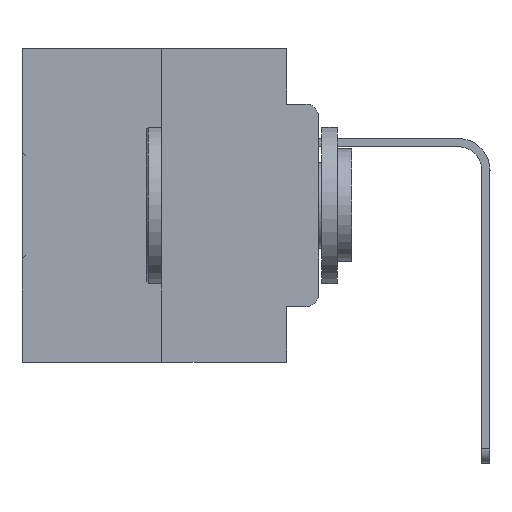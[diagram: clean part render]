
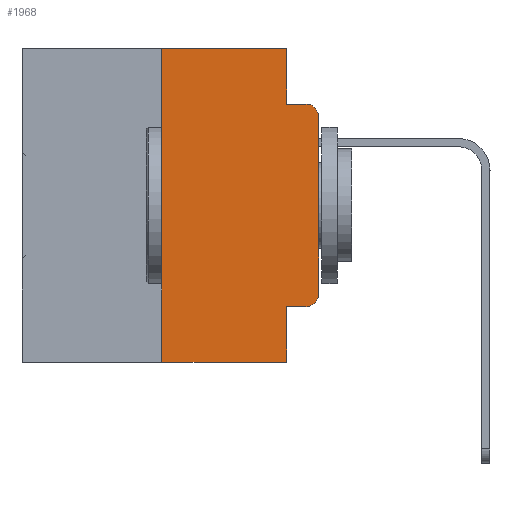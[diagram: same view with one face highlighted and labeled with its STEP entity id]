
A CAD part, left-side view. The second image highlights one B-rep face of the part: STEP entity #1968.
In plain terms, the highlighted planar face has unit normal (-1, 0, 0).
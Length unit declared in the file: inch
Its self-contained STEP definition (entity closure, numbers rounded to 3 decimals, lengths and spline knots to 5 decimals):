
#1281 = VERTEX_POINT ( 'NONE', #18045 ) ;
#1513 = VECTOR ( 'NONE', #14968, 39.37008 ) ;
#1615 = DIRECTION ( 'NONE',  ( 0., 0., -1. ) ) ;
#1824 = VERTEX_POINT ( 'NONE', #8048 ) ;
#1968 = ADVANCED_FACE ( 'NONE', ( #16394 ), #31371, .F. ) ;
#2360 = DIRECTION ( 'NONE',  ( 0., 0., 1. ) ) ;
#2429 = EDGE_CURVE ( 'NONE', #15831, #3739, #21527, .T. ) ;
#2457 = VECTOR ( 'NONE', #2360, 39.37008 ) ;
#2584 = EDGE_CURVE ( 'NONE', #2783, #3739, #32201, .T. ) ;
#2783 = VERTEX_POINT ( 'NONE', #22008 ) ;
#3739 = VERTEX_POINT ( 'NONE', #9592 ) ;
#3849 = EDGE_CURVE ( 'NONE', #23523, #9114, #18396, .T. ) ;
#4124 = CARTESIAN_POINT ( 'NONE',  ( 0., 0.051, 0. ) ) ;
#5384 = VECTOR ( 'NONE', #1615, 39.37008 ) ;
#5871 = DIRECTION ( 'NONE',  ( 0., 0., -1. ) ) ;
#7849 = EDGE_CURVE ( 'NONE', #1824, #16391, #13454, .T. ) ;
#8048 = CARTESIAN_POINT ( 'NONE',  ( 0., 0.25, -0.5 ) ) ;
#8057 = VECTOR ( 'NONE', #23093, 39.37008 ) ;
#8193 = EDGE_CURVE ( 'NONE', #22487, #1281, #18193, .T. ) ;
#8426 = ORIENTED_EDGE ( 'NONE', *, *, #8813, .F. ) ;
#8498 = ORIENTED_EDGE ( 'NONE', *, *, #28651, .T. ) ;
#8581 = ORIENTED_EDGE ( 'NONE', *, *, #7849, .F. ) ;
#8670 = LINE ( 'NONE', #25892, #31227 ) ;
#8813 = EDGE_CURVE ( 'NONE', #16391, #26722, #25269, .T. ) ;
#9114 = VERTEX_POINT ( 'NONE', #31119 ) ;
#9236 = LINE ( 'NONE', #30171, #2457 ) ;
#9332 = DIRECTION ( 'NONE',  ( 0., 0., -1. ) ) ;
#9339 = CARTESIAN_POINT ( 'NONE',  ( 0., 0.25, 0. ) ) ;
#9533 = CARTESIAN_POINT ( 'NONE',  ( 0., 0.02, -0.1085 ) ) ;
#9592 = CARTESIAN_POINT ( 'NONE',  ( 0., 0.02, -0.0885 ) ) ;
#10121 = CARTESIAN_POINT ( 'NONE',  ( 0., 0.473, 0. ) ) ;
#10516 = AXIS2_PLACEMENT_3D ( 'NONE', #9533, #29454, #9332 ) ;
#11065 = DIRECTION ( 'NONE',  ( -1., 0., 0. ) ) ;
#11195 = EDGE_CURVE ( 'NONE', #1824, #9114, #8670, .T. ) ;
#11659 = DIRECTION ( 'NONE',  ( 0., 0., 1. ) ) ;
#11982 = EDGE_LOOP ( 'NONE', ( #8498, #28707, #17164, #32335, #8426, #8581, #12393, #21023, #29740, #31317 ) ) ;
#12129 = CARTESIAN_POINT ( 'NONE',  ( 0., 0.051, 0. ) ) ;
#12393 = ORIENTED_EDGE ( 'NONE', *, *, #11195, .T. ) ;
#12971 = AXIS2_PLACEMENT_3D ( 'NONE', #21038, #11065, #5871 ) ;
#13454 = LINE ( 'NONE', #9339, #13865 ) ;
#13688 = LINE ( 'NONE', #12129, #5384 ) ;
#13796 = EDGE_CURVE ( 'NONE', #23523, #22487, #23115, .T. ) ;
#13861 = CARTESIAN_POINT ( 'NONE',  ( 0., 0.25, 0. ) ) ;
#13865 = VECTOR ( 'NONE', #11659, 39.37008 ) ;
#14518 = DIRECTION ( 'NONE',  ( 0., 0., -1. ) ) ;
#14968 = DIRECTION ( 'NONE',  ( 0., -1., 0. ) ) ;
#15438 = CARTESIAN_POINT ( 'NONE',  ( 0., 0.051, -0.0885 ) ) ;
#15831 = VERTEX_POINT ( 'NONE', #31944 ) ;
#16391 = VERTEX_POINT ( 'NONE', #13861 ) ;
#16394 = FACE_OUTER_BOUND ( 'NONE', #11982, .T. ) ;
#17144 = DIRECTION ( 'NONE',  ( 0., -1., 0. ) ) ;
#17164 = ORIENTED_EDGE ( 'NONE', *, *, #2429, .F. ) ;
#18045 = CARTESIAN_POINT ( 'NONE',  ( 0., 0., -0.3915 ) ) ;
#18193 = CIRCLE ( 'NONE', #12971, 0.02 ) ;
#18396 = LINE ( 'NONE', #4124, #23513 ) ;
#21023 = ORIENTED_EDGE ( 'NONE', *, *, #3849, .F. ) ;
#21038 = CARTESIAN_POINT ( 'NONE',  ( 0., 0.02, -0.3915 ) ) ;
#21527 = LINE ( 'NONE', #15438, #8057 ) ;
#22008 = CARTESIAN_POINT ( 'NONE',  ( 0., 0., -0.1085 ) ) ;
#22487 = VERTEX_POINT ( 'NONE', #32069 ) ;
#23093 = DIRECTION ( 'NONE',  ( 0., -1., 0. ) ) ;
#23115 = LINE ( 'NONE', #30364, #29467 ) ;
#23513 = VECTOR ( 'NONE', #14518, 39.37008 ) ;
#23523 = VERTEX_POINT ( 'NONE', #26477 ) ;
#23744 = DIRECTION ( 'NONE',  ( 0., 0., -1. ) ) ;
#24340 = EDGE_CURVE ( 'NONE', #26722, #15831, #13688, .T. ) ;
#25269 = LINE ( 'NONE', #10121, #1513 ) ;
#25892 = CARTESIAN_POINT ( 'NONE',  ( 0., 0.473, -0.5 ) ) ;
#26176 = CARTESIAN_POINT ( 'NONE',  ( 0., 0.473, 0. ) ) ;
#26206 = AXIS2_PLACEMENT_3D ( 'NONE', #26176, #26404, #23744 ) ;
#26404 = DIRECTION ( 'NONE',  ( 1., 0., 0. ) ) ;
#26477 = CARTESIAN_POINT ( 'NONE',  ( 0., 0.051, -0.4115 ) ) ;
#26722 = VERTEX_POINT ( 'NONE', #26987 ) ;
#26987 = CARTESIAN_POINT ( 'NONE',  ( 0., 0.051, 0. ) ) ;
#28651 = EDGE_CURVE ( 'NONE', #1281, #2783, #9236, .T. ) ;
#28707 = ORIENTED_EDGE ( 'NONE', *, *, #2584, .T. ) ;
#29454 = DIRECTION ( 'NONE',  ( -1., 0., 0. ) ) ;
#29467 = VECTOR ( 'NONE', #31012, 39.37008 ) ;
#29740 = ORIENTED_EDGE ( 'NONE', *, *, #13796, .T. ) ;
#30171 = CARTESIAN_POINT ( 'NONE',  ( 0., 0., 0. ) ) ;
#30364 = CARTESIAN_POINT ( 'NONE',  ( 0., 0.051, -0.4115 ) ) ;
#31012 = DIRECTION ( 'NONE',  ( 0., -1., 0. ) ) ;
#31119 = CARTESIAN_POINT ( 'NONE',  ( 0., 0.051, -0.5 ) ) ;
#31227 = VECTOR ( 'NONE', #17144, 39.37008 ) ;
#31317 = ORIENTED_EDGE ( 'NONE', *, *, #8193, .T. ) ;
#31371 = PLANE ( 'NONE',  #26206 ) ;
#31944 = CARTESIAN_POINT ( 'NONE',  ( 0., 0.051, -0.0885 ) ) ;
#32069 = CARTESIAN_POINT ( 'NONE',  ( 0., 0.02, -0.4115 ) ) ;
#32201 = CIRCLE ( 'NONE', #10516, 0.02 ) ;
#32335 = ORIENTED_EDGE ( 'NONE', *, *, #24340, .F. ) ;
